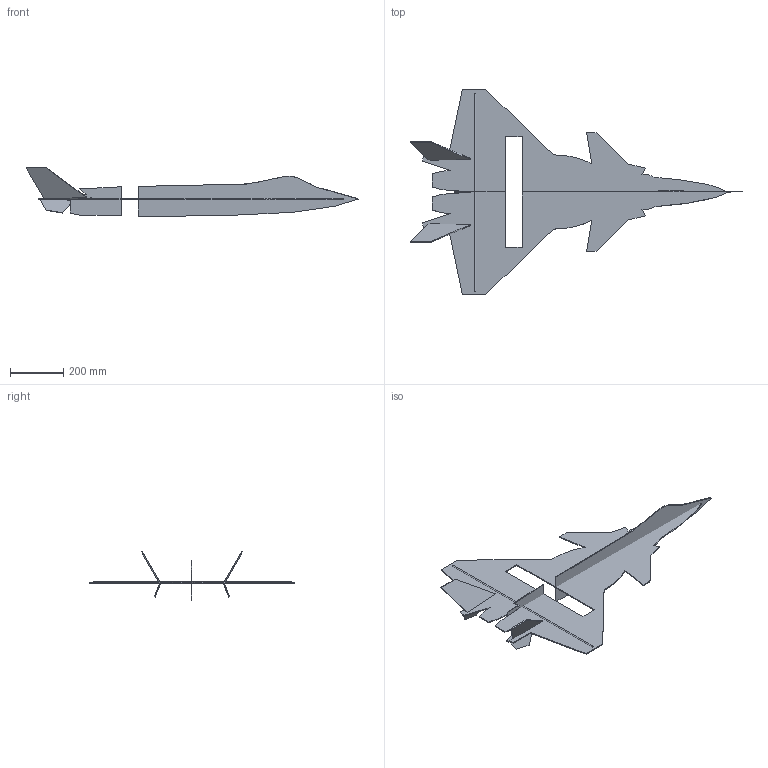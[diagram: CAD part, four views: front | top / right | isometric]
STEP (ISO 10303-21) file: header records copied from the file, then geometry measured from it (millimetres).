
FILE_DESCRIPTION(/* description */ (''),/* implementation_level */ '2;1');
FILE_NAME(/* name */ 'j-22 rc plane v1.step',/* time_stamp */ '2025-08-06T22:42:25+01:00',/* author */ (''),/* organization */ (''),/* preprocessor_version */ 'ST-DEVELOPER v20.1',/* originating_system */ 'Autodesk Translation Framework v14.10.0.0',/* authorisation */ '');
FILE_SCHEMA (('AUTOMOTIVE_DESIGN { 1 0 10303 214 3 1 1 }'));
Length unit declared in the file: centimetre
Products named in the file (1): j-22 rc plane
Bounding box: 1246.82 x 770.27 x 183.98 mm (x, y, z)
Volume: 1757340.2 mm3; surface area: 1016328.5 mm2
Topology: 8 solids, 8 shells, 85 faces, 207 edges, 138 vertices
Faces by surface type: plane 71, bspline 13, cylinder 1
Full cylindrical faces by diameter (mm): 5.4 x1
Entity records: 3622 total; most frequent: CARTESIAN_POINT 1700, ORIENTED_EDGE 414, DIRECTION 327, EDGE_CURVE 207, LINE 177, VECTOR 177, VERTEX_POINT 138, EDGE_LOOP 87
